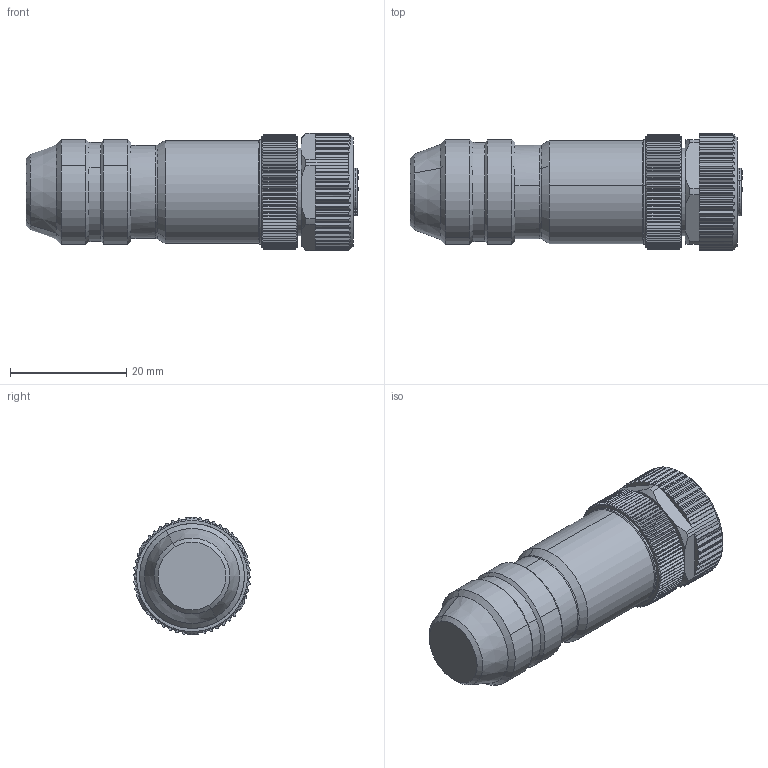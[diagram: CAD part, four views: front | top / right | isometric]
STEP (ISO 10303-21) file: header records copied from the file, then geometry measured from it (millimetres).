
FILE_DESCRIPTION(('SolidDesigner STEP Export'),'2;1');
FILE_NAME('1404411.stp','2012-09-27T12:00:31',(''),(''),'CoCreate Modeling STEP processor for AP214 (Solid Model)','CoCreate Modeling 16.00E 25-Sep-2009 (C) Parametric Technology GmbH','');
FILE_SCHEMA(('AUTOMOTIVE_DESIGN { 1 0 10303 214 1 1 1 1 }'));
Length unit declared in the file: millimetre
Products named in the file (2): 1404411
Assembly tree (1 placements, depth 2):
  1404411
    1404411
Bounding box: 57 x 20.2 x 20.2 mm (x, y, z)
Volume: 13362.9 mm3; surface area: 4917.8 mm2
Topology: 1 solids, 1 shells, 964 faces, 2342 edges, 1414 vertices
Faces by surface type: plane 386, cylinder 252, cone 242, extrusion 74, torus 6, sphere 4
Entity records: 40987 total; most frequent: CARTESIAN_POINT 12283, ORIENTED_EDGE 4676, DIRECTION 3830, EDGE_CURVE 2338, AXIS2_PLACEMENT_3D 1429, VERTEX_POINT 1414, EDGE_LOOP 1002, VECTOR 972
